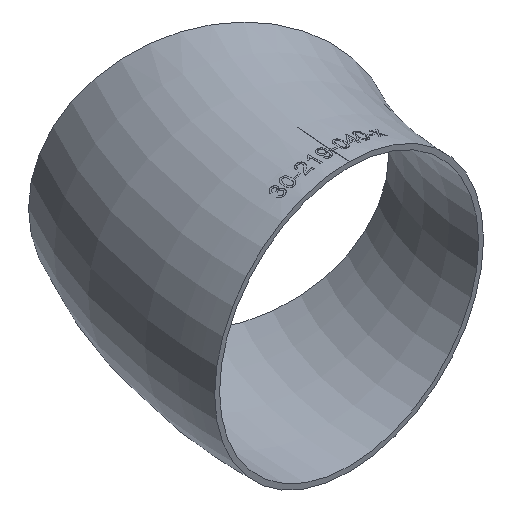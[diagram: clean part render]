
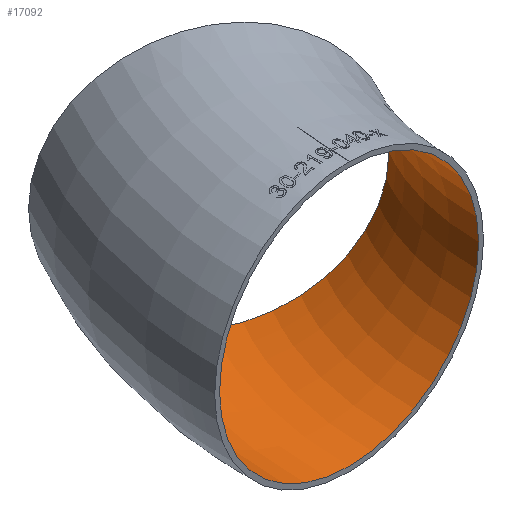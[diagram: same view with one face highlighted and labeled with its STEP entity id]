
A CAD part, isometric view. The second image highlights one B-rep face of the part: STEP entity #17092.
In plain terms, the highlighted toroidal (fillet/blend) face has major radius 305 mm and minor radius 105.55 mm.
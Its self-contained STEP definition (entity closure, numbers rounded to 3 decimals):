
#1468 = CARTESIAN_POINT ( 'NONE',  ( -264.138, 152.5, 0. ) ) ;
#3743 = VERTEX_POINT ( 'NONE', #25017 ) ;
#4817 = AXIS2_PLACEMENT_3D ( 'NONE', #22348, #5189, #11834 ) ;
#5189 = DIRECTION ( 'NONE',  ( 0., 0., -1. ) ) ;
#5624 = DIRECTION ( 'NONE',  ( 0.5, 0.866, 0. ) ) ;
#5711 = TOROIDAL_SURFACE ( 'NONE', #4817, 305., 105.55 ) ;
#6239 = CARTESIAN_POINT ( 'NONE',  ( -305., 0., 0. ) ) ;
#9957 = CARTESIAN_POINT ( 'NONE',  ( -305., 0., 105.55 ) ) ;
#10078 = ORIENTED_EDGE ( 'NONE', *, *, #23661, .T. ) ;
#11480 = EDGE_LOOP ( 'NONE', ( #23083 ) ) ;
#11834 = DIRECTION ( 'NONE',  ( -1., 0., 0. ) ) ;
#12929 = AXIS2_PLACEMENT_3D ( 'NONE', #1468, #5624, #14338 ) ;
#12940 = AXIS2_PLACEMENT_3D ( 'NONE', #6239, #16898, #21053 ) ;
#13819 = CIRCLE ( 'NONE', #12929, 105.55 ) ;
#13883 = EDGE_LOOP ( 'NONE', ( #10078 ) ) ;
#14338 = DIRECTION ( 'NONE',  ( -0.866, 0.5, 0. ) ) ;
#15270 = EDGE_CURVE ( 'NONE', #20471, #20471, #19001, .T. ) ;
#15711 = FACE_OUTER_BOUND ( 'NONE', #13883, .T. ) ;
#16898 = DIRECTION ( 'NONE',  ( 0., 1., 0. ) ) ;
#17092 = ADVANCED_FACE ( 'NONE', ( #15711, #24146 ), #5711, .F. ) ;
#19001 = CIRCLE ( 'NONE', #12940, 105.55 ) ;
#20471 = VERTEX_POINT ( 'NONE', #9957 ) ;
#21053 = DIRECTION ( 'NONE',  ( 0., 0., 1. ) ) ;
#22348 = CARTESIAN_POINT ( 'NONE',  ( 0., 0., 0. ) ) ;
#23083 = ORIENTED_EDGE ( 'NONE', *, *, #15270, .F. ) ;
#23661 = EDGE_CURVE ( 'NONE', #3743, #3743, #13819, .T. ) ;
#24146 = FACE_OUTER_BOUND ( 'NONE', #11480, .T. ) ;
#25017 = CARTESIAN_POINT ( 'NONE',  ( -355.547, 205.275, 0. ) ) ;
